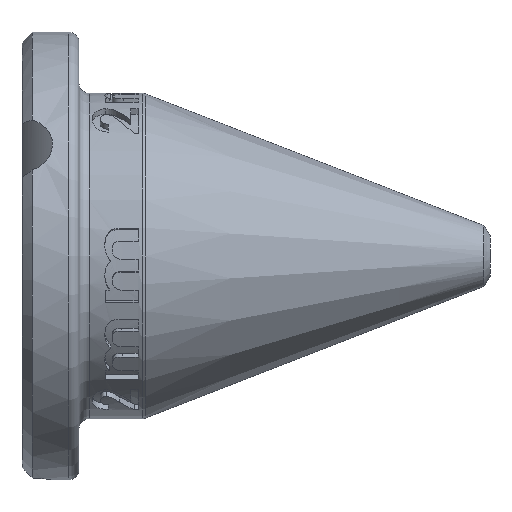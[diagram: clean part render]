
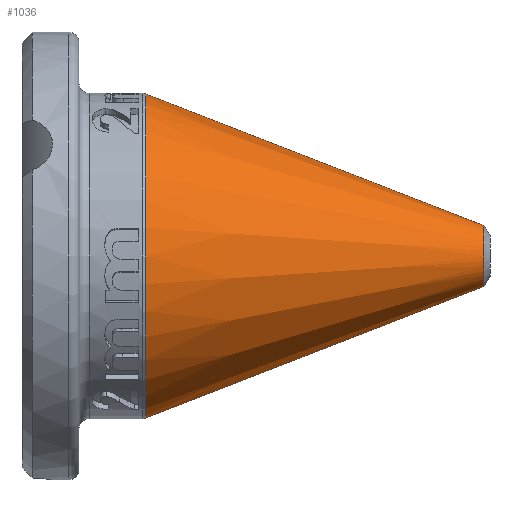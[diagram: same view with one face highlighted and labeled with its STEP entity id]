
A CAD part, left-side view. The second image highlights one B-rep face of the part: STEP entity #1036.
In plain terms, the highlighted conical face has half-angle 21.267 degrees and reference radius 1.5 mm.
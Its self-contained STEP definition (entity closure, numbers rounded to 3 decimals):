
#25 = ORIENTED_EDGE ( 'NONE', *, *, #15140, .F. ) ;
#87 = CARTESIAN_POINT ( 'NONE',  ( 0., 0.3, -1.5 ) ) ;
#484 = EDGE_CURVE ( 'NONE', #781, #6317, #4770, .T. ) ;
#781 = VERTEX_POINT ( 'NONE', #1265 ) ;
#1036 = ADVANCED_FACE ( 'NONE', ( #15238 ), #1282, .T. ) ;
#1265 = CARTESIAN_POINT ( 'NONE',  ( 0., 0.3, 1.5 ) ) ;
#1282 = CONICAL_SURFACE ( 'NONE', #6456, 1.5, 0.371 ) ;
#2454 = EDGE_CURVE ( 'NONE', #6317, #15267, #2637, .T. ) ;
#2637 = CIRCLE ( 'NONE', #11604, 7.966 ) ;
#2853 = DIRECTION ( 'NONE',  ( 0., 0.932, -0.363 ) ) ;
#3490 = CARTESIAN_POINT ( 'NONE',  ( 0., 0.3, 1.5 ) ) ;
#4038 = AXIS2_PLACEMENT_3D ( 'NONE', #6019, #11539, #11280 ) ;
#4212 = VECTOR ( 'NONE', #2853, 1000. ) ;
#4424 = DIRECTION ( 'NONE',  ( 0., 0., -1. ) ) ;
#4730 = EDGE_LOOP ( 'NONE', ( #25, #7611, #11680, #8195 ) ) ;
#4770 = LINE ( 'NONE', #3490, #10511 ) ;
#5250 = LINE ( 'NONE', #14585, #4212 ) ;
#6019 = CARTESIAN_POINT ( 'NONE',  ( 0., 0.3, 0. ) ) ;
#6317 = VERTEX_POINT ( 'NONE', #11034 ) ;
#6456 = AXIS2_PLACEMENT_3D ( 'NONE', #7608, #16770, #10317 ) ;
#6985 = CARTESIAN_POINT ( 'NONE',  ( 0., 16.913, -7.966 ) ) ;
#7226 = DIRECTION ( 'NONE',  ( 0., -1., 0. ) ) ;
#7608 = CARTESIAN_POINT ( 'NONE',  ( 0., 0.3, 0. ) ) ;
#7611 = ORIENTED_EDGE ( 'NONE', *, *, #8318, .F. ) ;
#8195 = ORIENTED_EDGE ( 'NONE', *, *, #2454, .T. ) ;
#8318 = EDGE_CURVE ( 'NONE', #781, #10835, #14342, .T. ) ;
#8500 = CARTESIAN_POINT ( 'NONE',  ( 0., 16.913, 0. ) ) ;
#10317 = DIRECTION ( 'NONE',  ( 0., 0., 1. ) ) ;
#10511 = VECTOR ( 'NONE', #11663, 1000. ) ;
#10835 = VERTEX_POINT ( 'NONE', #87 ) ;
#11034 = CARTESIAN_POINT ( 'NONE',  ( 0., 16.913, 7.966 ) ) ;
#11280 = DIRECTION ( 'NONE',  ( 0., 0., -1. ) ) ;
#11539 = DIRECTION ( 'NONE',  ( 0., -1., 0. ) ) ;
#11604 = AXIS2_PLACEMENT_3D ( 'NONE', #8500, #7226, #4424 ) ;
#11663 = DIRECTION ( 'NONE',  ( 0., 0.932, 0.363 ) ) ;
#11680 = ORIENTED_EDGE ( 'NONE', *, *, #484, .T. ) ;
#14342 = CIRCLE ( 'NONE', #4038, 1.5 ) ;
#14585 = CARTESIAN_POINT ( 'NONE',  ( 0., 0.3, -1.5 ) ) ;
#15140 = EDGE_CURVE ( 'NONE', #10835, #15267, #5250, .T. ) ;
#15238 = FACE_OUTER_BOUND ( 'NONE', #4730, .T. ) ;
#15267 = VERTEX_POINT ( 'NONE', #6985 ) ;
#16770 = DIRECTION ( 'NONE',  ( 0., 1., 0. ) ) ;
